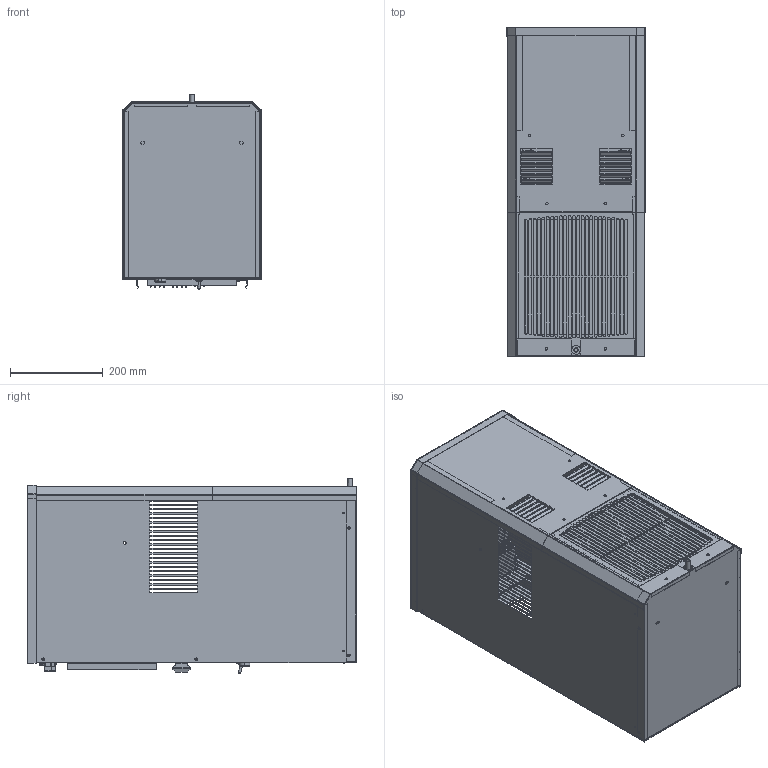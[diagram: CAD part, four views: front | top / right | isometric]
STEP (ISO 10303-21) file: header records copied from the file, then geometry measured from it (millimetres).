
FILE_DESCRIPTION((''),'2;1');
FILE_NAME('STEP-KNA4C4SP28L.stp', '2015-09-03T09:19:32',('User'),('SDRC'),'I-DEAS Master Series','UNIX','Yes');
FILE_SCHEMA(('CONFIG_CONTROL_DESIGN', 'GEOMETRIC_VALIDATION_PROPERTIES_MIM','SHAPE_APPEARANCE_LAYER_MIM'));
Length unit declared in the file: inch
Bounding box: 299.44 x 709.75 x 420.6 mm (x, y, z)
Volume: 977321.1 mm3; surface area: 2781120.7 mm2
Topology: 29 solids, 44 shells, 3243 faces, 8875 edges, 5757 vertices
Faces by surface type: bspline 3243
Entity records: 107002 total; most frequent: CARTESIAN_POINT 45401, ORIENTED_EDGE 17652, EDGE_CURVE 8826, OVER_RIDING_STYLED_ITEM 8550, VERTEX_POINT 5757, QUASI_UNIFORM_CURVE 4841, EDGE_LOOP 3915, FACE_OUTER_BOUND 3243
